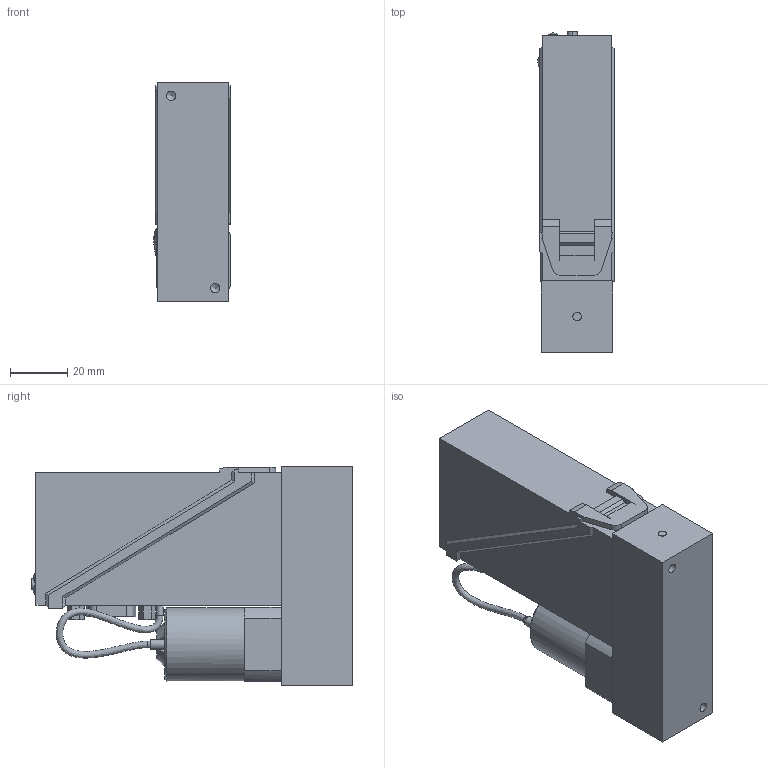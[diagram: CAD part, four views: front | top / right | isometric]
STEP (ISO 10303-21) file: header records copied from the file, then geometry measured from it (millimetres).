
FILE_DESCRIPTION(/* description */ (''),/* implementation_level */ '2;1');
FILE_NAME(/* name */ 'F-201CL.stp',/* time_stamp */ '2020-12-24T14:23:28+01:00',/* author */ ('M-Huiskes'),/* organization */ (''),/* preprocessor_version */ 'ST-DEVELOPER v18.1',/* originating_system */ 'Autodesk Inventor 2021',/* authorisation */ '');
FILE_SCHEMA (('AUTOMOTIVE_DESIGN { 1 0 10303 214 3 1 1 }'));
Length unit declared in the file: millimetre
Products named in the file (1): Part1
Bounding box: 26.81 x 112.56 x 77 mm (x, y, z)
Volume: 169304.4 mm3; surface area: 33191 mm2
Topology: 3 solids, 10 shells, 489 faces, 1197 edges, 762 vertices
Faces by surface type: plane 266, cylinder 114, cone 74, sphere 22, torus 12, bspline 1
Full cylindrical faces by diameter (mm): 2.318 x3, 2.459 x4, 2.693 x1, 3 x2, 3.242 x2, 3.318 x1, 5.5 x5, 6 x4, 8.2 x1, 8.3 x1, 25.9 x1
Entity records: 14625 total; most frequent: CARTESIAN_POINT 2900, DIRECTION 2518, ORIENTED_EDGE 2354, EDGE_CURVE 1177, AXIS2_PLACEMENT_3D 905, VERTEX_POINT 762, LINE 708, VECTOR 708
